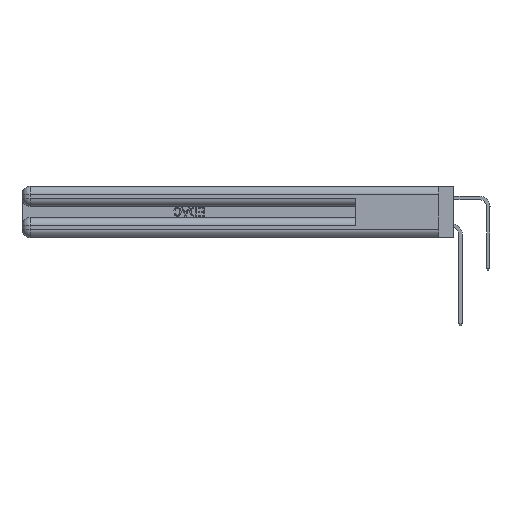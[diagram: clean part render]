
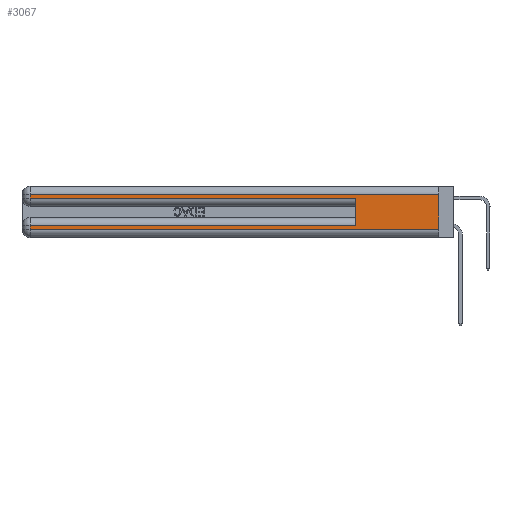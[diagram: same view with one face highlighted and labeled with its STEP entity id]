
A CAD part, left-side view. The second image highlights one B-rep face of the part: STEP entity #3067.
In plain terms, the highlighted planar face has unit normal (-1, 0, 0).
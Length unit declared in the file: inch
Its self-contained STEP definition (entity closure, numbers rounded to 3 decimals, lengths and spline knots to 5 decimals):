
#114 = AXIS2_PLACEMENT_3D ( 'NONE', #32062, #25708, #38357 ) ;
#126 = EDGE_CURVE ( 'NONE', #620, #26666, #5857, .T. ) ;
#374 = DIRECTION ( 'NONE',  ( 0., 1., 0. ) ) ;
#426 = LINE ( 'NONE', #18996, #40759 ) ;
#620 = VERTEX_POINT ( 'NONE', #25457 ) ;
#996 = VERTEX_POINT ( 'NONE', #2286 ) ;
#1624 = LINE ( 'NONE', #7099, #34619 ) ;
#2286 = CARTESIAN_POINT ( 'NONE',  ( 0., 2.94, 0.06 ) ) ;
#3067 = ADVANCED_FACE ( 'NONE', ( #17672 ), #35237, .F. ) ;
#4085 = EDGE_CURVE ( 'NONE', #19827, #40687, #31495, .T. ) ;
#5064 = DIRECTION ( 'NONE',  ( 0., 0., -1. ) ) ;
#5529 = CARTESIAN_POINT ( 'NONE',  ( 0., 2.94, 0.085 ) ) ;
#5581 = DIRECTION ( 'NONE',  ( 0., 1., 0. ) ) ;
#5857 = LINE ( 'NONE', #38562, #21918 ) ;
#6570 = VECTOR ( 'NONE', #35412, 39.37008 ) ;
#6723 = CARTESIAN_POINT ( 'NONE',  ( 0., 0., 0.06 ) ) ;
#6941 = EDGE_CURVE ( 'NONE', #27012, #24877, #19030, .T. ) ;
#7099 = CARTESIAN_POINT ( 'NONE',  ( 0., 2.94, 0.37 ) ) ;
#8023 = CARTESIAN_POINT ( 'NONE',  ( 0., 0., 0.285 ) ) ;
#8821 = CARTESIAN_POINT ( 'NONE',  ( 0., 0., 0.31 ) ) ;
#8995 = ORIENTED_EDGE ( 'NONE', *, *, #36568, .T. ) ;
#9493 = DIRECTION ( 'NONE',  ( 0., 0., -1. ) ) ;
#10396 = VECTOR ( 'NONE', #16026, 39.37008 ) ;
#11650 = EDGE_CURVE ( 'NONE', #996, #22556, #15088, .T. ) ;
#11778 = CARTESIAN_POINT ( 'NONE',  ( 0., 0., 0.06 ) ) ;
#12771 = CARTESIAN_POINT ( 'NONE',  ( 0., 2.94, 0.285 ) ) ;
#13311 = EDGE_LOOP ( 'NONE', ( #13856, #30752, #14960, #35547, #13917, #33417, #8995, #20225 ) ) ;
#13856 = ORIENTED_EDGE ( 'NONE', *, *, #37499, .F. ) ;
#13917 = ORIENTED_EDGE ( 'NONE', *, *, #19205, .F. ) ;
#14960 = ORIENTED_EDGE ( 'NONE', *, *, #26323, .T. ) ;
#15088 = LINE ( 'NONE', #6723, #6570 ) ;
#15871 = CARTESIAN_POINT ( 'NONE',  ( 0., 0.6, 0.145 ) ) ;
#16026 = DIRECTION ( 'NONE',  ( 0., 0., 1. ) ) ;
#17672 = FACE_OUTER_BOUND ( 'NONE', #13311, .T. ) ;
#17701 = DIRECTION ( 'NONE',  ( 0., -1., 0. ) ) ;
#18996 = CARTESIAN_POINT ( 'NONE',  ( 0., 0., 0.37 ) ) ;
#19030 = LINE ( 'NONE', #8821, #34917 ) ;
#19205 = EDGE_CURVE ( 'NONE', #620, #40687, #27403, .T. ) ;
#19827 = VERTEX_POINT ( 'NONE', #12771 ) ;
#20225 = ORIENTED_EDGE ( 'NONE', *, *, #11650, .T. ) ;
#21055 = CARTESIAN_POINT ( 'NONE',  ( 0., 2.94, 0.37 ) ) ;
#21918 = VECTOR ( 'NONE', #374, 39.37008 ) ;
#22556 = VERTEX_POINT ( 'NONE', #11778 ) ;
#23088 = VECTOR ( 'NONE', #17701, 39.37008 ) ;
#23469 = CARTESIAN_POINT ( 'NONE',  ( 0., 2.94, 0.31 ) ) ;
#24877 = VERTEX_POINT ( 'NONE', #23469 ) ;
#25457 = CARTESIAN_POINT ( 'NONE',  ( 0., 0.6, 0.085 ) ) ;
#25708 = DIRECTION ( 'NONE',  ( 1., 0., 0. ) ) ;
#26127 = VECTOR ( 'NONE', #5064, 39.37008 ) ;
#26323 = EDGE_CURVE ( 'NONE', #24877, #19827, #1624, .T. ) ;
#26666 = VERTEX_POINT ( 'NONE', #5529 ) ;
#27012 = VERTEX_POINT ( 'NONE', #29399 ) ;
#27403 = LINE ( 'NONE', #15871, #10396 ) ;
#29399 = CARTESIAN_POINT ( 'NONE',  ( 0., 0., 0.31 ) ) ;
#30752 = ORIENTED_EDGE ( 'NONE', *, *, #6941, .T. ) ;
#31495 = LINE ( 'NONE', #8023, #23088 ) ;
#32062 = CARTESIAN_POINT ( 'NONE',  ( 0., 0., 0.37 ) ) ;
#33417 = ORIENTED_EDGE ( 'NONE', *, *, #126, .T. ) ;
#34619 = VECTOR ( 'NONE', #35780, 39.37008 ) ;
#34917 = VECTOR ( 'NONE', #5581, 39.37008 ) ;
#35237 = PLANE ( 'NONE',  #114 ) ;
#35412 = DIRECTION ( 'NONE',  ( 0., -1., 0. ) ) ;
#35501 = LINE ( 'NONE', #21055, #26127 ) ;
#35547 = ORIENTED_EDGE ( 'NONE', *, *, #4085, .T. ) ;
#35780 = DIRECTION ( 'NONE',  ( 0., 0., -1. ) ) ;
#36568 = EDGE_CURVE ( 'NONE', #26666, #996, #35501, .T. ) ;
#36757 = CARTESIAN_POINT ( 'NONE',  ( 0., 0.6, 0.285 ) ) ;
#37499 = EDGE_CURVE ( 'NONE', #27012, #22556, #426, .T. ) ;
#38357 = DIRECTION ( 'NONE',  ( 0., 0., -1. ) ) ;
#38562 = CARTESIAN_POINT ( 'NONE',  ( 0., 0., 0.085 ) ) ;
#40687 = VERTEX_POINT ( 'NONE', #36757 ) ;
#40759 = VECTOR ( 'NONE', #9493, 39.37008 ) ;
